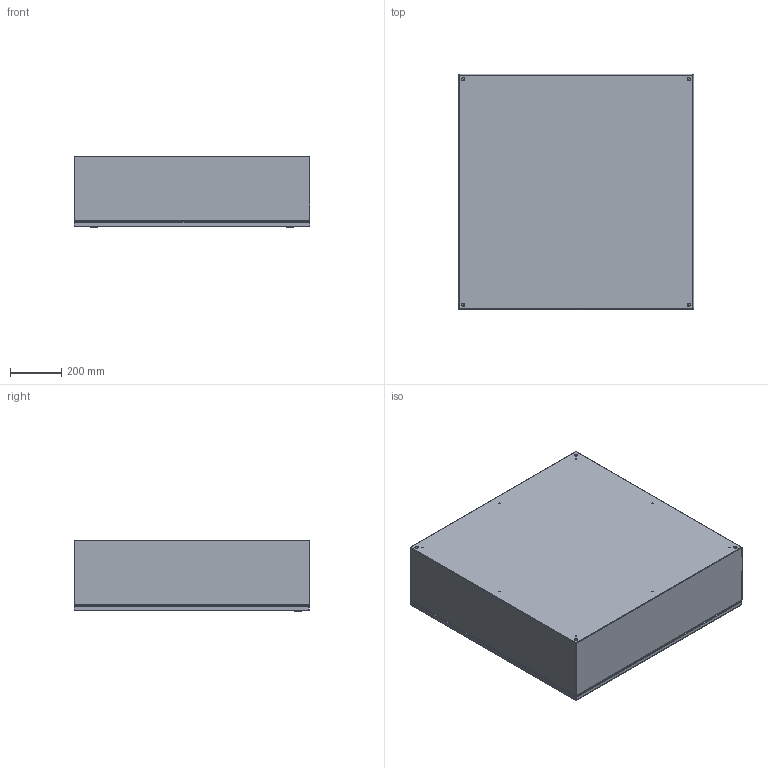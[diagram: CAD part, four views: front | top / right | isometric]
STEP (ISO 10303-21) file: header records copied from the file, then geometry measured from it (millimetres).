
FILE_DESCRIPTION (( 'STEP AP214' ), '1' );
FILE_NAME ('EN4SD363610GY.STEP', '2019-11-08T13:56:45', ( '' ), ( '' ), 'SwSTEP 2.0', 'SolidWorks 2019', '' );
FILE_SCHEMA (( 'AUTOMOTIVE_DESIGN' ));
Length unit declared in the file: inch
Products named in the file (1): EN4SD363610GY
Bounding box: 914.4 x 914.4 x 279.32 mm (x, y, z)
Volume: 5480116.5 mm3; surface area: 6096536 mm2
Topology: 41 solids, 42 shells, 1184 faces, 2810 edges, 1743 vertices
Faces by surface type: plane 555, cylinder 394, bspline 175, torus 38, cone 22
Entity records: 55741 total; most frequent: CARTESIAN_POINT 13357, ORIENTED_EDGE 5566, DIRECTION 5340, EDGE_CURVE 2783, AXIS2_PLACEMENT_3D 1865, VERTEX_POINT 1743, VECTOR 1610, LINE 1610
